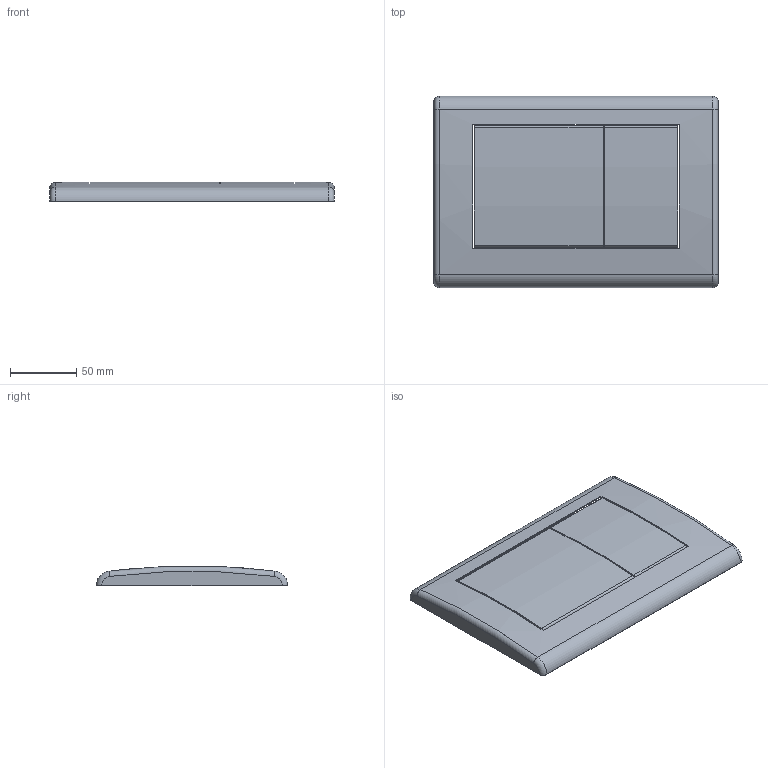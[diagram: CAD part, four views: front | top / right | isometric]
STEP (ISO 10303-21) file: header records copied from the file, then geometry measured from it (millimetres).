
FILE_DESCRIPTION((''),'2;1');
FILE_NAME('9_240_320_ASM','2010-11-15T',('mmeiser'),('NET'),'PRO/ENGINEER BY PARAMETRIC TECHNOLOGY CORPORATION, 2010230','PRO/ENGINEER BY PARAMETRIC TECHNOLOGY CORPORATION, 2010230','');
FILE_SCHEMA(('AUTOMOTIVE_DESIGN_CC2 { 1 2 10303 214 -1 1 5 2 }'));
Length unit declared in the file: millimetre
Products named in the file (5): SP840_006_00; SP840_005_01; SP840_004_01; SP849_001_00_ASM; 9_240_320_ASM
Assembly tree (4 placements, depth 3):
  9_240_320_ASM
    SP849_001_00_ASM
      SP840_006_00
      SP840_005_01
      SP840_004_01
Bounding box: 214 x 144 x 14.89 mm (x, y, z)
Volume: 29618.9 mm3; surface area: 75735 mm2
Topology: 3 solids, 3 shells, 181 faces, 548 edges, 360 vertices
Faces by surface type: plane 99, cylinder 70, torus 12
Entity records: 8076 total; most frequent: CARTESIAN_POINT 1101, DIRECTION 1098, ORIENTED_EDGE 1096, PRESENTATION_STYLE_ASSIGNMENT 551, STYLED_ITEM 551, CURVE_STYLE 548, EDGE_CURVE 548, VECTOR 384
